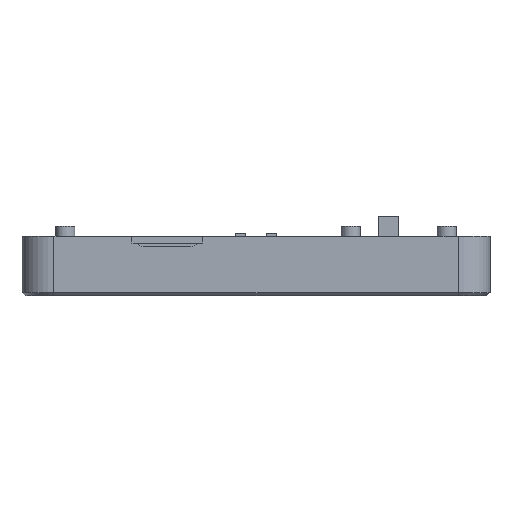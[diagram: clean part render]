
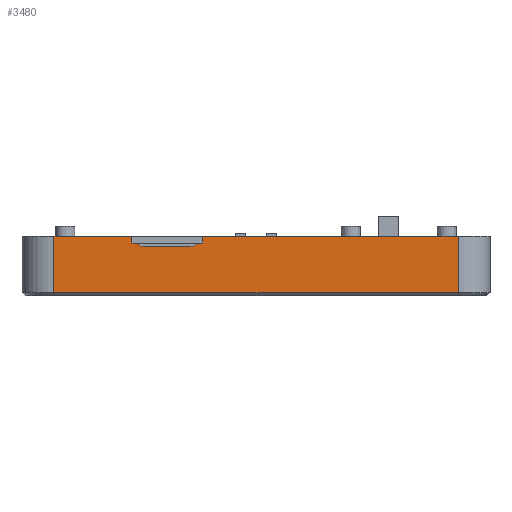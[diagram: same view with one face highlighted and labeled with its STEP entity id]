
A CAD part, front view. The second image highlights one B-rep face of the part: STEP entity #3480.
In plain terms, the highlighted planar face has unit normal (0, -1, 0).
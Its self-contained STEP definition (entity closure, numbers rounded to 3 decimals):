
#83=CIRCLE('',#3698,2.);
#85=CIRCLE('',#3701,2.);
#168=FACE_OUTER_BOUND('',#374,.T.);
#374=EDGE_LOOP('',(#2375,#2376,#2377,#2378,#2379,#2380,#2381,#2382,#2383,
#2384,#2385,#2386));
#630=LINE('',#5054,#1061);
#639=LINE('',#5079,#1070);
#640=LINE('',#5082,#1071);
#650=LINE('',#5109,#1081);
#651=LINE('',#5111,#1082);
#652=LINE('',#5113,#1083);
#653=LINE('',#5115,#1084);
#654=LINE('',#5117,#1085);
#655=LINE('',#5119,#1086);
#656=LINE('',#5120,#1087);
#1061=VECTOR('',#4041,10.);
#1070=VECTOR('',#4060,10.);
#1071=VECTOR('',#4063,10.);
#1081=VECTOR('',#4083,10.);
#1082=VECTOR('',#4084,10.);
#1083=VECTOR('',#4085,10.);
#1084=VECTOR('',#4086,10.);
#1085=VECTOR('',#4087,10.);
#1086=VECTOR('',#4088,10.);
#1087=VECTOR('',#4089,10.);
#1483=VERTEX_POINT('',#5038);
#1484=VERTEX_POINT('',#5040);
#1487=VERTEX_POINT('',#5047);
#1488=VERTEX_POINT('',#5049);
#1499=VERTEX_POINT('',#5077);
#1500=VERTEX_POINT('',#5081);
#1512=VERTEX_POINT('',#5108);
#1513=VERTEX_POINT('',#5110);
#1514=VERTEX_POINT('',#5112);
#1515=VERTEX_POINT('',#5114);
#1516=VERTEX_POINT('',#5116);
#1517=VERTEX_POINT('',#5118);
#1815=EDGE_CURVE('',#1484,#1483,#83,.T.);
#1819=EDGE_CURVE('',#1488,#1487,#85,.T.);
#1822=EDGE_CURVE('',#1483,#1488,#630,.T.);
#1835=EDGE_CURVE('',#1499,#1487,#639,.T.);
#1836=EDGE_CURVE('',#1484,#1500,#640,.T.);
#1850=EDGE_CURVE('',#1499,#1512,#650,.T.);
#1851=EDGE_CURVE('',#1513,#1512,#651,.T.);
#1852=EDGE_CURVE('',#1514,#1513,#652,.T.);
#1853=EDGE_CURVE('',#1515,#1514,#653,.T.);
#1854=EDGE_CURVE('',#1515,#1516,#654,.T.);
#1855=EDGE_CURVE('',#1517,#1516,#655,.T.);
#1856=EDGE_CURVE('',#1500,#1517,#656,.T.);
#2375=ORIENTED_EDGE('',*,*,#1815,.T.);
#2376=ORIENTED_EDGE('',*,*,#1822,.T.);
#2377=ORIENTED_EDGE('',*,*,#1819,.T.);
#2378=ORIENTED_EDGE('',*,*,#1835,.F.);
#2379=ORIENTED_EDGE('',*,*,#1850,.T.);
#2380=ORIENTED_EDGE('',*,*,#1851,.F.);
#2381=ORIENTED_EDGE('',*,*,#1852,.F.);
#2382=ORIENTED_EDGE('',*,*,#1853,.F.);
#2383=ORIENTED_EDGE('',*,*,#1854,.T.);
#2384=ORIENTED_EDGE('',*,*,#1855,.F.);
#2385=ORIENTED_EDGE('',*,*,#1856,.F.);
#2386=ORIENTED_EDGE('',*,*,#1836,.F.);
#3312=PLANE('',#3713);
#3480=ADVANCED_FACE('',(#168),#3312,.T.);
#3698=AXIS2_PLACEMENT_3D('',#5041,#4027,#4028);
#3701=AXIS2_PLACEMENT_3D('',#5050,#4035,#4036);
#3713=AXIS2_PLACEMENT_3D('',#5107,#4081,#4082);
#4027=DIRECTION('center_axis',(0.,1.,0.));
#4028=DIRECTION('ref_axis',(0.,0.,-1.));
#4035=DIRECTION('center_axis',(0.,1.,0.));
#4036=DIRECTION('ref_axis',(-1.,0.,0.));
#4041=DIRECTION('',(-1.,0.,0.));
#4060=DIRECTION('',(1.,0.,0.));
#4063=DIRECTION('',(1.,0.,0.));
#4081=DIRECTION('center_axis',(0.,-1.,0.));
#4082=DIRECTION('ref_axis',(1.,0.,0.));
#4083=DIRECTION('',(0.,0.,1.));
#4084=DIRECTION('',(1.,0.,0.));
#4085=DIRECTION('',(0.,0.,1.));
#4086=DIRECTION('',(-1.,0.,0.));
#4087=DIRECTION('',(0.,0.,1.));
#4088=DIRECTION('',(1.,0.,0.));
#4089=DIRECTION('',(0.,0.,1.));
#5038=CARTESIAN_POINT('',(21.4,-2.6,7.1));
#5040=CARTESIAN_POINT('',(22.723,-2.6,7.6));
#5041=CARTESIAN_POINT('Origin',(21.4,-2.6,9.1));
#5047=CARTESIAN_POINT('',(13.877,-2.6,7.6));
#5049=CARTESIAN_POINT('',(15.2,-2.6,7.1));
#5050=CARTESIAN_POINT('Origin',(15.2,-2.6,9.1));
#5054=CARTESIAN_POINT('',(11.7,-2.6,7.1));
#5077=CARTESIAN_POINT('',(13.2,-2.6,7.6));
#5079=CARTESIAN_POINT('',(2.,-2.6,7.6));
#5081=CARTESIAN_POINT('',(23.4,-2.6,7.6));
#5082=CARTESIAN_POINT('',(2.,-2.6,7.6));
#5107=CARTESIAN_POINT('Origin',(2.,-2.6,0.));
#5108=CARTESIAN_POINT('',(13.2,-2.6,8.6));
#5109=CARTESIAN_POINT('',(13.2,-2.6,0.));
#5110=CARTESIAN_POINT('',(2.,-2.6,8.6));
#5111=CARTESIAN_POINT('',(2.,-2.6,8.6));
#5112=CARTESIAN_POINT('',(2.,-2.6,0.5));
#5113=CARTESIAN_POINT('',(2.,-2.6,0.));
#5114=CARTESIAN_POINT('',(60.1,-2.6,0.5));
#5115=CARTESIAN_POINT('',(16.525,-2.6,0.5));
#5116=CARTESIAN_POINT('',(60.1,-2.6,8.6));
#5117=CARTESIAN_POINT('',(60.1,-2.6,0.));
#5118=CARTESIAN_POINT('',(23.4,-2.6,8.6));
#5119=CARTESIAN_POINT('',(2.,-2.6,8.6));
#5120=CARTESIAN_POINT('',(23.4,-2.6,0.));
